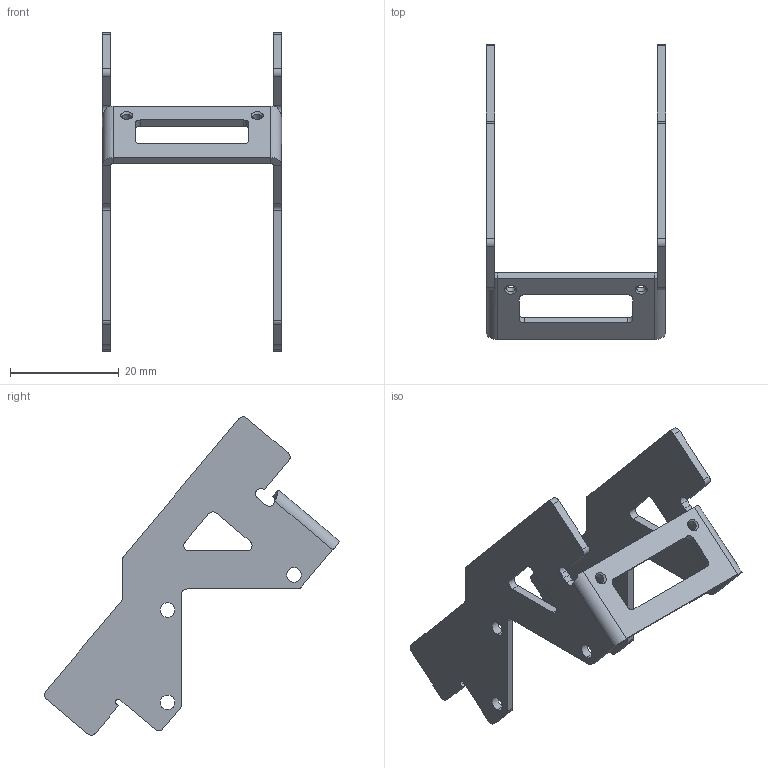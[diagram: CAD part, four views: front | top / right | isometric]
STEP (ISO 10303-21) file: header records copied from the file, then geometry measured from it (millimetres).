
FILE_DESCRIPTION(/* description */ (''),/* implementation_level */ '2;1');
FILE_NAME(/* name */ '1_PR13_B01_BRKT_CAM.step',/* time_stamp */ '2011-05-25T18:10:21-04:00',/* author */ (''),/* organization */ (''),/* preprocessor_version */ 'ST-DEVELOPER v11',/* originating_system */ 'SIEMENS PLM Software NX 7.0',/* authorisation */ '');
FILE_SCHEMA (('AUTOMOTIVE_DESIGN { 1 0 10303 214 1 1 1 1 }'));
Length unit declared in the file: millimetre
Products named in the file (1): 1_PR13_B01_BRKT_CAM
Bounding box: 33 x 54.42 x 58.68 mm (x, y, z)
Volume: 3731.6 mm3; surface area: 5882.4 mm2
Topology: 1 solids, 1 shells, 116 faces, 322 edges, 208 vertices
Faces by surface type: cylinder 56, plane 54, cone 4, bspline 2
Entity records: 3981 total; most frequent: CARTESIAN_POINT 852, DIRECTION 664, ORIENTED_EDGE 644, EDGE_CURVE 322, AXIS2_PLACEMENT_3D 231, VERTEX_POINT 208, LINE 202, VECTOR 202
